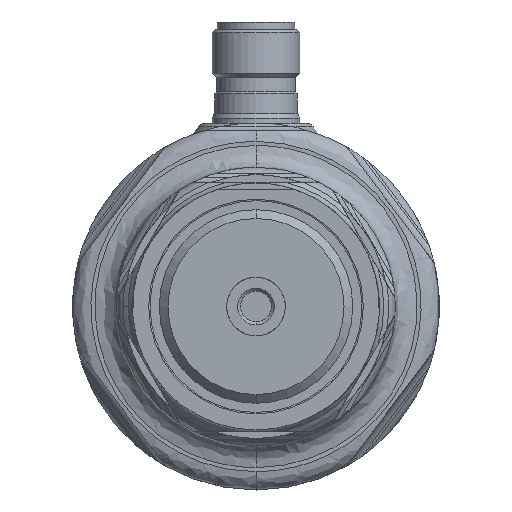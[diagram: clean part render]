
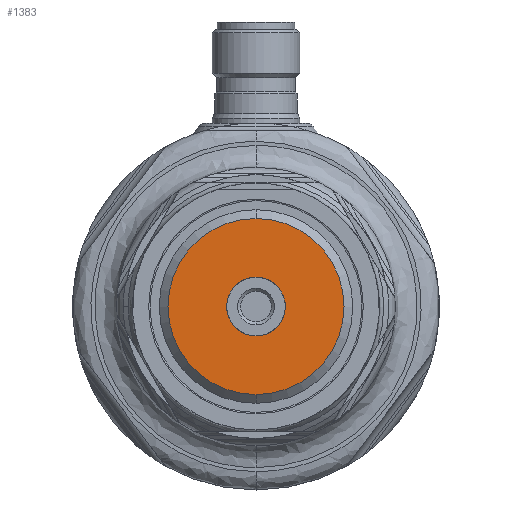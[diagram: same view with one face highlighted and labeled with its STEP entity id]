
A CAD part, front view. The second image highlights one B-rep face of the part: STEP entity #1383.
In plain terms, the highlighted planar face has unit normal (0, -1, 0).
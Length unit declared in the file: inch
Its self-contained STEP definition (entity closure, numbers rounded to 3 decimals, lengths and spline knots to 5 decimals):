
#224 = VERTEX_POINT ( 'NONE', #889 ) ;
#275 = CARTESIAN_POINT ( 'NONE',  ( 0., 0., 0. ) ) ;
#363 = CARTESIAN_POINT ( 'NONE',  ( 0., 0., 0.47325 ) ) ;
#413 = ORIENTED_EDGE ( 'NONE', *, *, #3327, .F. ) ;
#735 = CARTESIAN_POINT ( 'NONE',  ( 0., 0., 0. ) ) ;
#889 = CARTESIAN_POINT ( 'NONE',  ( 0., 0., -0.11811 ) ) ;
#1125 = VERTEX_POINT ( 'NONE', #7614 ) ;
#1182 = EDGE_CURVE ( 'NONE', #1125, #224, #2752, .T. ) ;
#1383 = ADVANCED_FACE ( 'NONE', ( #7369, #7161 ), #6505, .F. ) ;
#1563 = DIRECTION ( 'NONE',  ( 0., 0., 1. ) ) ;
#1649 = CARTESIAN_POINT ( 'NONE',  ( 0., 0., 0. ) ) ;
#1724 = CARTESIAN_POINT ( 'NONE',  ( 0., 0., -0.47325 ) ) ;
#2322 = DIRECTION ( 'NONE',  ( 0., -1., 0. ) ) ;
#2486 = CARTESIAN_POINT ( 'NONE',  ( 0.47325, 0., 0. ) ) ;
#2752 = CIRCLE ( 'NONE', #3407, 0.11811 ) ;
#2896 = DIRECTION ( 'NONE',  ( 0., 1., 0. ) ) ;
#3160 = CIRCLE ( 'NONE', #6844, 0.11811 ) ;
#3162 = EDGE_LOOP ( 'NONE', ( #6546, #8078 ) ) ;
#3327 = EDGE_CURVE ( 'NONE', #224, #1125, #3160, .T. ) ;
#3407 = AXIS2_PLACEMENT_3D ( 'NONE', #1649, #2322, #1563 ) ;
#3573 = VERTEX_POINT ( 'NONE', #363 ) ;
#3712 = CIRCLE ( 'NONE', #6188, 0.47325 ) ;
#3854 = DIRECTION ( 'NONE',  ( 0., 0., 1. ) ) ;
#4125 = DIRECTION ( 'NONE',  ( 0., -1., 0. ) ) ;
#4595 = AXIS2_PLACEMENT_3D ( 'NONE', #735, #5357, #4937 ) ;
#4789 = CARTESIAN_POINT ( 'NONE',  ( 0., 0., 0. ) ) ;
#4822 = EDGE_CURVE ( 'NONE', #3573, #6975, #6067, .T. ) ;
#4937 = DIRECTION ( 'NONE',  ( 0., 0., 1. ) ) ;
#5233 = DIRECTION ( 'NONE',  ( 0., 1., 0. ) ) ;
#5357 = DIRECTION ( 'NONE',  ( 0., 1., 0. ) ) ;
#6056 = DIRECTION ( 'NONE',  ( 0., 0., 1. ) ) ;
#6067 = CIRCLE ( 'NONE', #4595, 0.47325 ) ;
#6092 = AXIS2_PLACEMENT_3D ( 'NONE', #2486, #5233, #3854 ) ;
#6188 = AXIS2_PLACEMENT_3D ( 'NONE', #275, #2896, #7567 ) ;
#6505 = PLANE ( 'NONE',  #6092 ) ;
#6546 = ORIENTED_EDGE ( 'NONE', *, *, #4822, .F. ) ;
#6844 = AXIS2_PLACEMENT_3D ( 'NONE', #4789, #4125, #6056 ) ;
#6975 = VERTEX_POINT ( 'NONE', #1724 ) ;
#7161 = FACE_BOUND ( 'NONE', #7507, .T. ) ;
#7369 = FACE_OUTER_BOUND ( 'NONE', #3162, .T. ) ;
#7507 = EDGE_LOOP ( 'NONE', ( #7575, #413 ) ) ;
#7567 = DIRECTION ( 'NONE',  ( 0., 0., 1. ) ) ;
#7575 = ORIENTED_EDGE ( 'NONE', *, *, #1182, .F. ) ;
#7614 = CARTESIAN_POINT ( 'NONE',  ( 0., 0., 0.11811 ) ) ;
#8078 = ORIENTED_EDGE ( 'NONE', *, *, #8190, .F. ) ;
#8190 = EDGE_CURVE ( 'NONE', #6975, #3573, #3712, .T. ) ;
